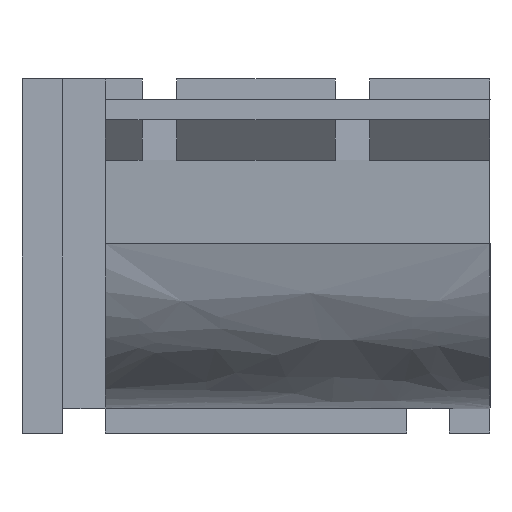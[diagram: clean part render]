
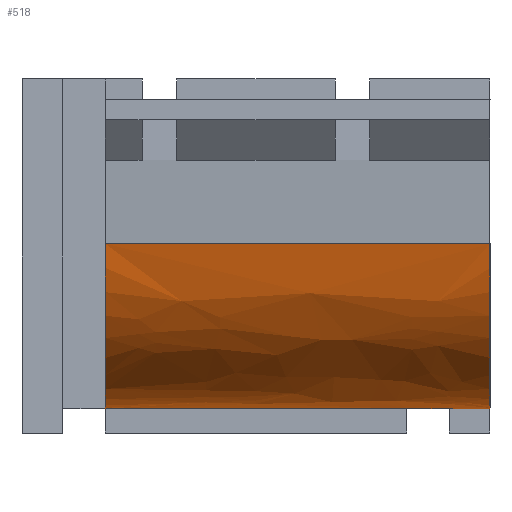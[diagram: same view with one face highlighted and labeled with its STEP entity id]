
A CAD part, front view. The second image highlights one B-rep face of the part: STEP entity #518.
In plain terms, the highlighted free-form (B-spline) face has degree [2, 1] with [3, 2] control points.
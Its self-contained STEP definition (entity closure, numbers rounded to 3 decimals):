
#66 = VERTEX_POINT('',#67);
#67 = CARTESIAN_POINT('',(1403.086,-612.589,
    567.522));
#73 = EDGE_CURVE('',#66,#74,#76,.T.);
#74 = VERTEX_POINT('',#75);
#75 = CARTESIAN_POINT('',(1403.086,-45.753,
    73.205));
#76 = ( BOUNDED_CURVE() B_SPLINE_CURVE(2,(#77,#78,#79),.UNSPECIFIED.,.F.
,.F.) B_SPLINE_CURVE_WITH_KNOTS((3,3),(0.,1.434),
.PIECEWISE_BEZIER_KNOTS.) CURVE() GEOMETRIC_REPRESENTATION_ITEM() 
RATIONAL_B_SPLINE_CURVE((1.,0.754,1.)) REPRESENTATION_ITEM('') 
  );
#77 = CARTESIAN_POINT('',(1403.086,-612.589,
    567.522));
#78 = CARTESIAN_POINT('',(1403.086,-544.709,
    73.205));
#79 = CARTESIAN_POINT('',(1403.086,-45.753,
    73.205));
#440 = VERTEX_POINT('',#441);
#441 = CARTESIAN_POINT('',(250.115,-612.589,
    567.522));
#447 = EDGE_CURVE('',#440,#66,#448,.T.);
#448 = B_SPLINE_CURVE_WITH_KNOTS('',1,(#449,#450),.UNSPECIFIED.,.F.,.F.,
  (2,2),(0.,945.),.PIECEWISE_BEZIER_KNOTS.);
#449 = CARTESIAN_POINT('',(250.115,-612.589,
    567.522));
#450 = CARTESIAN_POINT('',(1403.086,-612.589,
    567.522));
#518 = ADVANCED_FACE('',(#519),#550,.T.);
#519 = FACE_BOUND('',#520,.T.);
#520 = EDGE_LOOP('',(#521,#530,#535,#536,#537,#545));
#521 = ORIENTED_EDGE('',*,*,#522,.T.);
#522 = EDGE_CURVE('',#523,#525,#527,.T.);
#523 = VERTEX_POINT('',#524);
#524 = CARTESIAN_POINT('',(1152.971,-45.753,
    73.205));
#525 = VERTEX_POINT('',#526);
#526 = CARTESIAN_POINT('',(1281.079,-45.753,
    73.205));
#527 = B_SPLINE_CURVE_WITH_KNOTS('',1,(#528,#529),.UNSPECIFIED.,.F.,.F.,
  (2,2),(0.,105.),.PIECEWISE_BEZIER_KNOTS.);
#528 = CARTESIAN_POINT('',(1152.971,-45.753,
    73.205));
#529 = CARTESIAN_POINT('',(1281.079,-45.753,
    73.205));
#530 = ORIENTED_EDGE('',*,*,#531,.T.);
#531 = EDGE_CURVE('',#525,#74,#532,.T.);
#532 = B_SPLINE_CURVE_WITH_KNOTS('',1,(#533,#534),.UNSPECIFIED.,.F.,.F.,
  (2,2),(0.,100.),.PIECEWISE_BEZIER_KNOTS.);
#533 = CARTESIAN_POINT('',(1281.079,-45.753,
    73.205));
#534 = CARTESIAN_POINT('',(1403.086,-45.753,
    73.205));
#535 = ORIENTED_EDGE('',*,*,#73,.F.);
#536 = ORIENTED_EDGE('',*,*,#447,.F.);
#537 = ORIENTED_EDGE('',*,*,#538,.T.);
#538 = EDGE_CURVE('',#440,#539,#541,.T.);
#539 = VERTEX_POINT('',#540);
#540 = CARTESIAN_POINT('',(250.115,-45.753,
    73.205));
#541 = ( BOUNDED_CURVE() B_SPLINE_CURVE(2,(#542,#543,#544),
.UNSPECIFIED.,.F.,.F.) B_SPLINE_CURVE_WITH_KNOTS((3,3),(0.,1.434
),.PIECEWISE_BEZIER_KNOTS.) CURVE() GEOMETRIC_REPRESENTATION_ITEM() 
RATIONAL_B_SPLINE_CURVE((1.,0.754,1.)) REPRESENTATION_ITEM('') 
  );
#542 = CARTESIAN_POINT('',(250.115,-612.589,
    567.522));
#543 = CARTESIAN_POINT('',(250.115,-544.709,
    73.205));
#544 = CARTESIAN_POINT('',(250.115,-45.753,
    73.205));
#545 = ORIENTED_EDGE('',*,*,#546,.T.);
#546 = EDGE_CURVE('',#539,#523,#547,.T.);
#547 = B_SPLINE_CURVE_WITH_KNOTS('',1,(#548,#549),.UNSPECIFIED.,.F.,.F.,
  (2,2),(0.,740.),.PIECEWISE_BEZIER_KNOTS.);
#548 = CARTESIAN_POINT('',(250.115,-45.753,
    73.205));
#549 = CARTESIAN_POINT('',(1152.971,-45.753,
    73.205));
#550 = ( BOUNDED_SURFACE() B_SPLINE_SURFACE(2,1,(
    (#551,#552)
    ,(#553,#554)
,(#555,#556
    )),.UNSPECIFIED.,.F.,.F.,.F.) B_SPLINE_SURFACE_WITH_KNOTS((3,3),(2,2
    ),(0.,1.434),(205.,1150.),.PIECEWISE_BEZIER_KNOTS.) 
GEOMETRIC_REPRESENTATION_ITEM() RATIONAL_B_SPLINE_SURFACE((
    (1.,1.)
    ,(0.754,0.754)
,(1.,1.))) REPRESENTATION_ITEM('') SURFACE() );
#551 = CARTESIAN_POINT('',(250.115,-612.589,
    567.522));
#552 = CARTESIAN_POINT('',(1403.086,-612.589,
    567.522));
#553 = CARTESIAN_POINT('',(250.115,-544.709,
    73.205));
#554 = CARTESIAN_POINT('',(1403.086,-544.709,
    73.205));
#555 = CARTESIAN_POINT('',(250.115,-45.753,
    73.205));
#556 = CARTESIAN_POINT('',(1403.086,-45.753,
    73.205));
